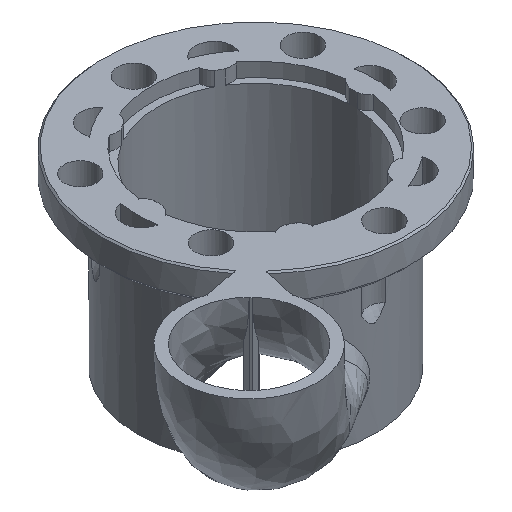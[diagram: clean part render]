
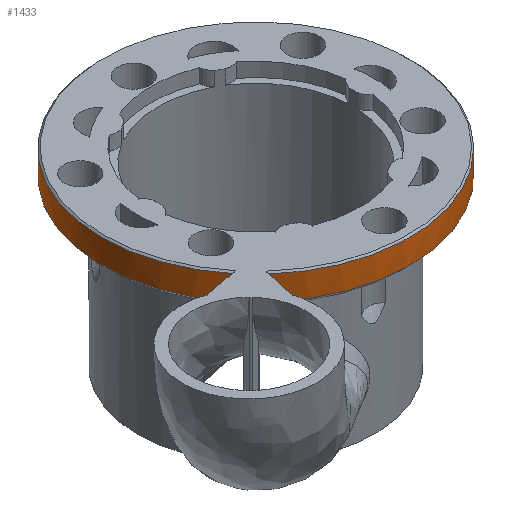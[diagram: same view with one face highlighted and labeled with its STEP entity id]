
A CAD part, isometric view. The second image highlights one B-rep face of the part: STEP entity #1433.
In plain terms, the highlighted cylindrical face has radius 30 mm (diameter 60 mm), a partial arc.
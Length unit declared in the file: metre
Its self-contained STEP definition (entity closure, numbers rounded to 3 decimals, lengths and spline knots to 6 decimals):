
#38=CYLINDRICAL_SURFACE('',#1572,0.03);
#254=CIRCLE('',#1573,0.03);
#255=CIRCLE('',#1574,0.03);
#416=ORIENTED_EDGE('',*,*,#867,.T.);
#417=ORIENTED_EDGE('',*,*,#868,.T.);
#418=ORIENTED_EDGE('',*,*,#869,.T.);
#419=ORIENTED_EDGE('',*,*,#870,.T.);
#867=EDGE_CURVE('',#1089,#1090,#1172,.T.);
#868=EDGE_CURVE('',#1090,#1091,#254,.T.);
#869=EDGE_CURVE('',#1091,#1092,#1173,.T.);
#870=EDGE_CURVE('',#1092,#1089,#255,.F.);
#1089=VERTEX_POINT('',#2676);
#1090=VERTEX_POINT('',#2677);
#1091=VERTEX_POINT('',#2679);
#1092=VERTEX_POINT('',#2684);
#1172=B_SPLINE_CURVE_WITH_KNOTS('',3,(#2672,#2673,#2674,#2675),
 .UNSPECIFIED.,.F.,.F.,(4,4),(0.001015,0.005734),
 .UNSPECIFIED.);
#1173=B_SPLINE_CURVE_WITH_KNOTS('',3,(#2680,#2681,#2682,#2683),
 .UNSPECIFIED.,.F.,.F.,(4,4),(0.020726,0.025487),
 .UNSPECIFIED.);
#1227=EDGE_LOOP('',(#416,#417,#418,#419));
#1326=FACE_BOUND('',#1227,.T.);
#1433=ADVANCED_FACE('',(#1326),#38,.T.);
#1572=AXIS2_PLACEMENT_3D('',#2671,#1830,#1831);
#1573=AXIS2_PLACEMENT_3D('',#2678,#1832,#1833);
#1574=AXIS2_PLACEMENT_3D('',#2685,#1834,#1835);
#1830=DIRECTION('',(0.,0.,1.));
#1831=DIRECTION('',(1.,0.,0.));
#1832=DIRECTION('',(0.,0.,-1.));
#1833=DIRECTION('',(-1.,0.,0.));
#1834=DIRECTION('',(0.,0.,-1.));
#1835=DIRECTION('',(-1.,0.,0.));
#2671=CARTESIAN_POINT('',(0.,-0.0325,-0.0258));
#2672=CARTESIAN_POINT('',(-0.023473,-0.051183,-0.0248));
#2673=CARTESIAN_POINT('',(-0.023297,-0.051403,-0.023248));
#2674=CARTESIAN_POINT('',(-0.023217,-0.0515,-0.02168));
#2675=CARTESIAN_POINT('',(-0.023208,-0.05151,-0.0201));
#2676=CARTESIAN_POINT('',(-0.023473,-0.051183,-0.0248));
#2677=CARTESIAN_POINT('',(-0.023208,-0.05151,-0.0201));
#2678=CARTESIAN_POINT('',(0.,-0.0325,-0.0201));
#2679=CARTESIAN_POINT('',(-0.020055,-0.054811,-0.0201));
#2680=CARTESIAN_POINT('',(-0.020055,-0.054811,-0.0201));
#2681=CARTESIAN_POINT('',(-0.02004,-0.054824,-0.021686));
#2682=CARTESIAN_POINT('',(-0.019894,-0.054958,-0.023281));
#2683=CARTESIAN_POINT('',(-0.019585,-0.055225,-0.0248));
#2684=CARTESIAN_POINT('',(-0.019585,-0.055225,-0.0248));
#2685=CARTESIAN_POINT('',(0.,-0.0325,-0.0248));
